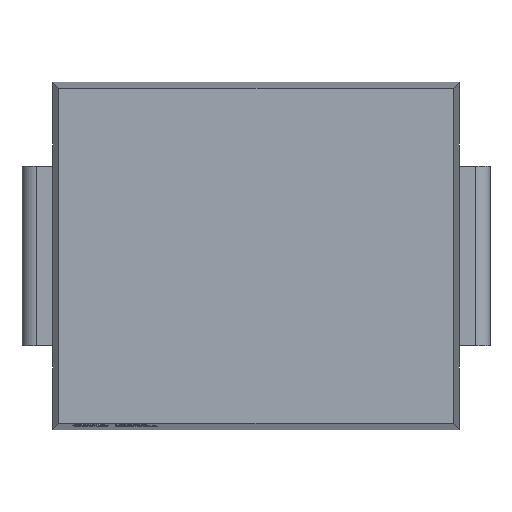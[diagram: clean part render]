
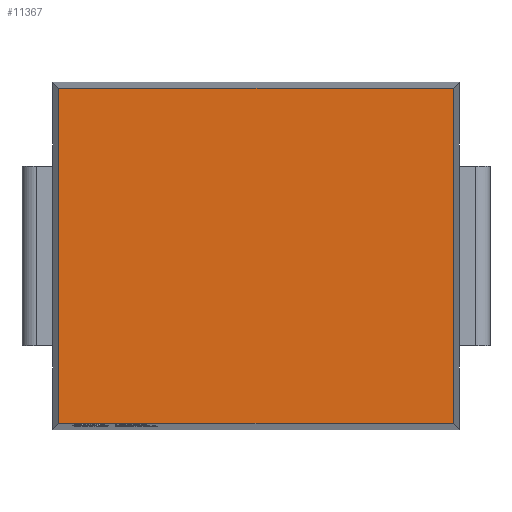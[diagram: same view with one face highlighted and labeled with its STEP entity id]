
A CAD part, top view. The second image highlights one B-rep face of the part: STEP entity #11367.
In plain terms, the highlighted planar face has unit normal (0, 0, 1).
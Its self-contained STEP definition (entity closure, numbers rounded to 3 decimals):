
#157 = ORIENTED_EDGE ( 'NONE', *, *, #8937, .T. ) ;
#259 = DIRECTION ( 'NONE',  ( 1., 0., 0. ) ) ;
#454 = DIRECTION ( 'NONE',  ( 0., 1., 0. ) ) ;
#507 = CARTESIAN_POINT ( 'NONE',  ( 3.347, 2.95, 1.175 ) ) ;
#535 = CARTESIAN_POINT ( 'NONE',  ( -3.45, -2.847, 1.175 ) ) ;
#726 = CARTESIAN_POINT ( 'NONE',  ( 0., 0., 1.175 ) ) ;
#1815 = LINE ( 'NONE', #6521, #3579 ) ;
#1989 = VECTOR ( 'NONE', #10236, 1000. ) ;
#2035 = EDGE_CURVE ( 'NONE', #2097, #4086, #9232, .T. ) ;
#2097 = VERTEX_POINT ( 'NONE', #6876 ) ;
#2593 = DIRECTION ( 'NONE',  ( -1., 0., 0. ) ) ;
#2945 = EDGE_LOOP ( 'NONE', ( #9982, #11761, #157, #8958 ) ) ;
#3487 = CARTESIAN_POINT ( 'NONE',  ( 3.347, 2.847, 1.175 ) ) ;
#3579 = VECTOR ( 'NONE', #10450, 1000. ) ;
#4086 = VERTEX_POINT ( 'NONE', #3487 ) ;
#4623 = DIRECTION ( 'NONE',  ( 0., 0., 1. ) ) ;
#4768 = CARTESIAN_POINT ( 'NONE',  ( -3.45, 2.847, 1.175 ) ) ;
#4918 = EDGE_CURVE ( 'NONE', #4086, #7029, #7591, .T. ) ;
#5211 = CARTESIAN_POINT ( 'NONE',  ( -3.347, -2.847, 1.175 ) ) ;
#6066 = PLANE ( 'NONE',  #6129 ) ;
#6129 = AXIS2_PLACEMENT_3D ( 'NONE', #726, #4623, #259 ) ;
#6301 = LINE ( 'NONE', #535, #1989 ) ;
#6521 = CARTESIAN_POINT ( 'NONE',  ( -3.347, 2.95, 1.175 ) ) ;
#6876 = CARTESIAN_POINT ( 'NONE',  ( 3.347, -2.847, 1.175 ) ) ;
#7029 = VERTEX_POINT ( 'NONE', #11122 ) ;
#7591 = LINE ( 'NONE', #4768, #10688 ) ;
#8518 = VERTEX_POINT ( 'NONE', #5211 ) ;
#8937 = EDGE_CURVE ( 'NONE', #7029, #8518, #1815, .T. ) ;
#8958 = ORIENTED_EDGE ( 'NONE', *, *, #9079, .T. ) ;
#9079 = EDGE_CURVE ( 'NONE', #8518, #2097, #6301, .T. ) ;
#9232 = LINE ( 'NONE', #507, #11136 ) ;
#9982 = ORIENTED_EDGE ( 'NONE', *, *, #2035, .T. ) ;
#10236 = DIRECTION ( 'NONE',  ( 1., 0., 0. ) ) ;
#10450 = DIRECTION ( 'NONE',  ( 0., -1., 0. ) ) ;
#10688 = VECTOR ( 'NONE', #2593, 1000. ) ;
#11122 = CARTESIAN_POINT ( 'NONE',  ( -3.347, 2.847, 1.175 ) ) ;
#11136 = VECTOR ( 'NONE', #454, 1000. ) ;
#11367 = ADVANCED_FACE ( 'NONE', ( #11830 ), #6066, .T. ) ;
#11761 = ORIENTED_EDGE ( 'NONE', *, *, #4918, .T. ) ;
#11830 = FACE_OUTER_BOUND ( 'NONE', #2945, .T. ) ;
